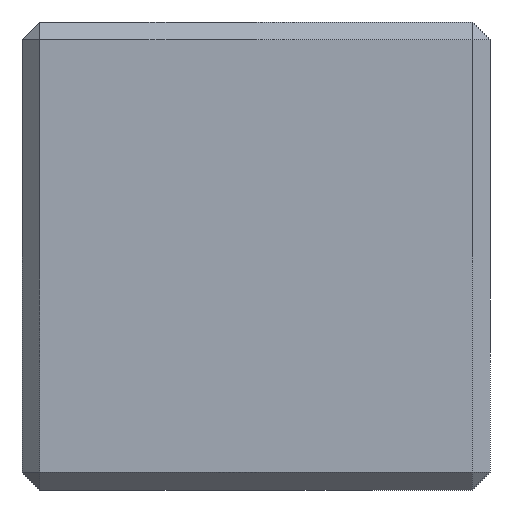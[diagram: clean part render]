
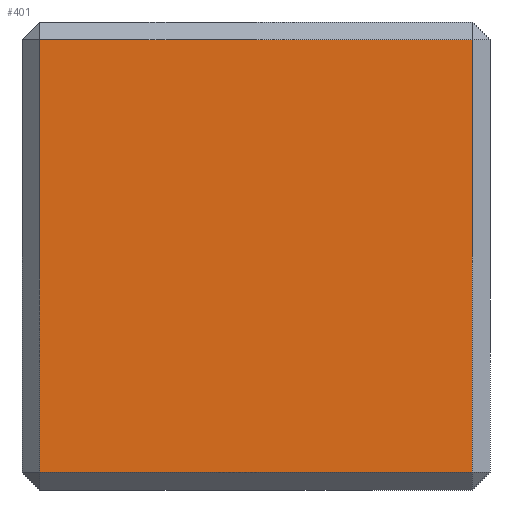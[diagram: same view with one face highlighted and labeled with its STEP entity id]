
A CAD part, front view. The second image highlights one B-rep face of the part: STEP entity #401.
In plain terms, the highlighted planar face has unit normal (0, -1, 0).
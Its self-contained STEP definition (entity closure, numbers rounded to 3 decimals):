
#146 = VERTEX_POINT('',#147);
#147 = CARTESIAN_POINT('',(-6.,-45.,0.5));
#155 = VERTEX_POINT('',#156);
#156 = CARTESIAN_POINT('',(-6.,-45.,12.5));
#162 = EDGE_CURVE('',#146,#155,#163,.T.);
#163 = LINE('',#164,#165);
#164 = CARTESIAN_POINT('',(-6.,-45.,0.));
#165 = VECTOR('',#166,1.);
#166 = DIRECTION('',(0.,0.,1.));
#401 = ADVANCED_FACE('',(#402),#427,.F.);
#402 = FACE_BOUND('',#403,.F.);
#403 = EDGE_LOOP('',(#404,#405,#413,#421));
#404 = ORIENTED_EDGE('',*,*,#162,.T.);
#405 = ORIENTED_EDGE('',*,*,#406,.T.);
#406 = EDGE_CURVE('',#155,#407,#409,.T.);
#407 = VERTEX_POINT('',#408);
#408 = CARTESIAN_POINT('',(6.,-45.,12.5));
#409 = LINE('',#410,#411);
#410 = CARTESIAN_POINT('',(-6.5,-45.,12.5));
#411 = VECTOR('',#412,1.);
#412 = DIRECTION('',(1.,0.,0.));
#413 = ORIENTED_EDGE('',*,*,#414,.F.);
#414 = EDGE_CURVE('',#415,#407,#417,.T.);
#415 = VERTEX_POINT('',#416);
#416 = CARTESIAN_POINT('',(6.,-45.,0.5));
#417 = LINE('',#418,#419);
#418 = CARTESIAN_POINT('',(6.,-45.,0.));
#419 = VECTOR('',#420,1.);
#420 = DIRECTION('',(0.,0.,1.));
#421 = ORIENTED_EDGE('',*,*,#422,.F.);
#422 = EDGE_CURVE('',#146,#415,#423,.T.);
#423 = LINE('',#424,#425);
#424 = CARTESIAN_POINT('',(-6.5,-45.,0.5));
#425 = VECTOR('',#426,1.);
#426 = DIRECTION('',(1.,0.,0.));
#427 = PLANE('',#428);
#428 = AXIS2_PLACEMENT_3D('',#429,#430,#431);
#429 = CARTESIAN_POINT('',(-6.5,-45.,0.));
#430 = DIRECTION('',(0.,1.,0.));
#431 = DIRECTION('',(1.,0.,0.));
